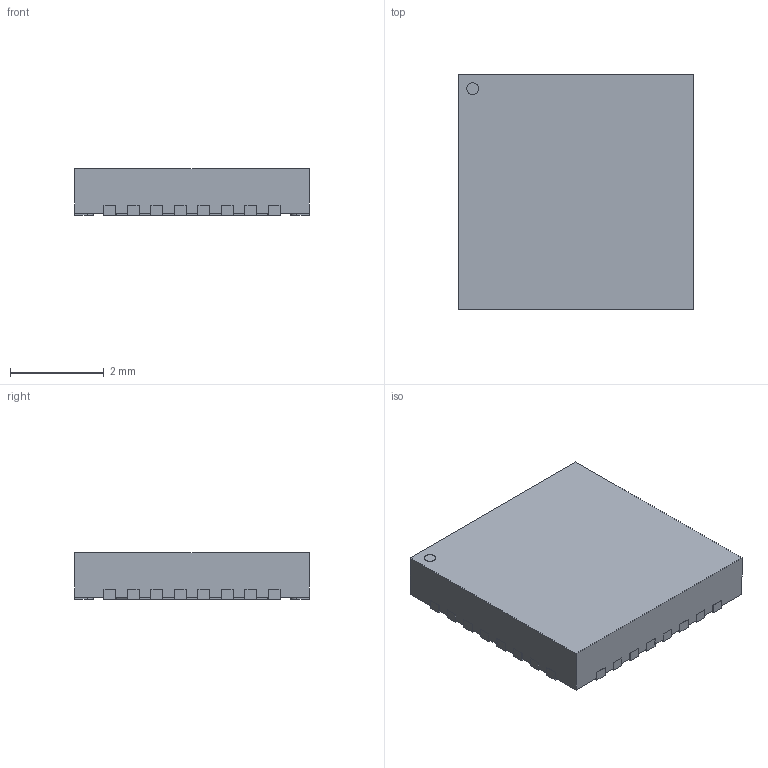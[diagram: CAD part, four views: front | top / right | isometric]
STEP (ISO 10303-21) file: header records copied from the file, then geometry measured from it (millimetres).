
FILE_DESCRIPTION (( 'STEP AP214' ), '1' );
FILE_NAME ('User Library-QFN32-2.STEP', '2019-04-11T11:11:34', ( '' ), ( '' ), 'SwSTEP 2.0', 'SolidWorks 2019', '' );
FILE_SCHEMA (( 'AUTOMOTIVE_DESIGN' ));
Length unit declared in the file: millimetre
Products named in the file (1): User Library-QFN32-2
Bounding box: 5.01 x 5.01 x 1 mm (x, y, z)
Volume: 24.4 mm3; surface area: 71.7 mm2
Topology: 1 solids, 1 shells, 215 faces, 633 edges, 422 vertices
Faces by surface type: plane 173, cylinder 42
Entity records: 7224 total; most frequent: CARTESIAN_POINT 1271, ORIENTED_EDGE 1266, DIRECTION 1149, EDGE_CURVE 633, LINE 549, VECTOR 549, VERTEX_POINT 422, AXIS2_PLACEMENT_3D 300
